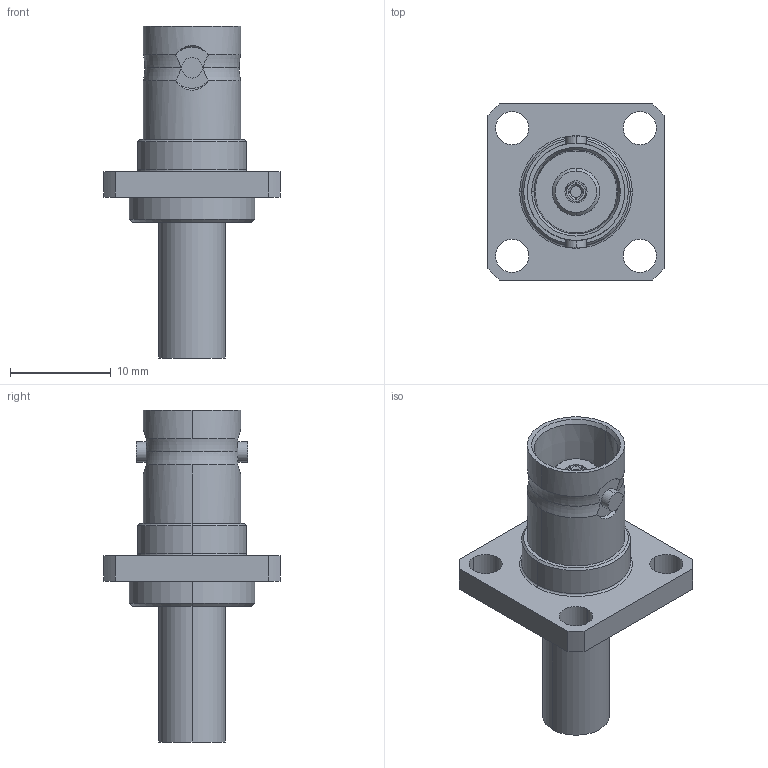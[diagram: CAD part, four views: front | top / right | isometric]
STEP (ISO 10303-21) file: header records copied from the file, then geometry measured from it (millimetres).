
FILE_DESCRIPTION (( 'STEP AP214' ), '1' );
FILE_NAME ('J01001A0080.STEP', '2014-09-04T12:14:53', ( '' ), ( '' ), 'SwSTEP 2.0', 'SolidWorks 2014', '' );
FILE_SCHEMA (( 'AUTOMOTIVE_DESIGN' ));
Length unit declared in the file: millimetre
Products named in the file (1): J01001A0080
Bounding box: 17.5 x 17.5 x 33 mm (x, y, z)
Volume: 1974 mm3; surface area: 2205.5 mm2
Topology: 1 solids, 1 shells, 108 faces, 253 edges, 163 vertices
Faces by surface type: cylinder 44, plane 32, cone 24, torus 8
Entity records: 4422 total; most frequent: CARTESIAN_POINT 717, DIRECTION 552, ORIENTED_EDGE 506, EDGE_CURVE 253, AXIS2_PLACEMENT_3D 228, VERTEX_POINT 163, EDGE_LOOP 132, CIRCLE 119
